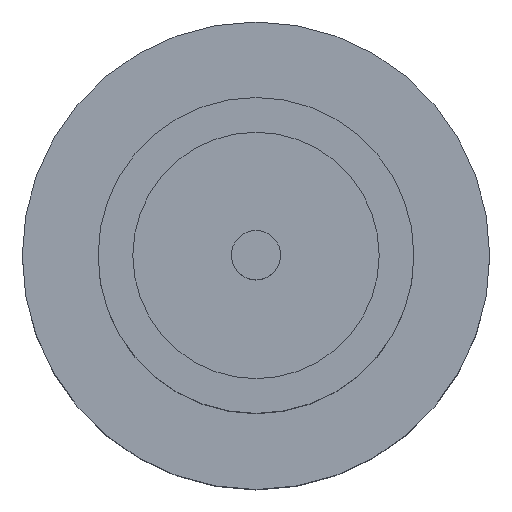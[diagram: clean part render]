
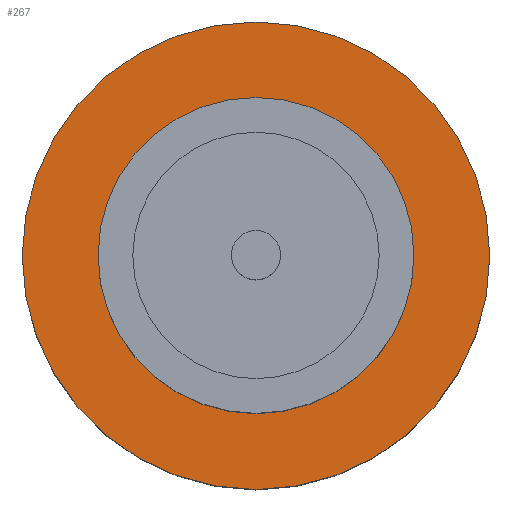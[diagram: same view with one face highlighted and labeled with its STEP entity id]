
A CAD part, top view. The second image highlights one B-rep face of the part: STEP entity #267.
In plain terms, the highlighted planar face has unit normal (0, 0, 1).
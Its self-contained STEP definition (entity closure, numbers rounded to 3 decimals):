
#61 = CARTESIAN_POINT ( 'NONE',  ( 0., 0., 1.55 ) ) ;
#70 = VERTEX_POINT ( 'NONE', #387 ) ;
#76 = EDGE_LOOP ( 'NONE', ( #654, #475 ) ) ;
#77 = EDGE_CURVE ( 'NONE', #275, #291, #480, .T. ) ;
#92 = AXIS2_PLACEMENT_3D ( 'NONE', #620, #218, #389 ) ;
#111 = DIRECTION ( 'NONE',  ( 1., 0., 0. ) ) ;
#120 = PLANE ( 'NONE',  #655 ) ;
#137 = EDGE_CURVE ( 'NONE', #227, #70, #616, .T. ) ;
#141 = ORIENTED_EDGE ( 'NONE', *, *, #137, .F. ) ;
#166 = FACE_OUTER_BOUND ( 'NONE', #76, .T. ) ;
#169 = CARTESIAN_POINT ( 'NONE',  ( 1.25, 0., 1.55 ) ) ;
#180 = DIRECTION ( 'NONE',  ( 0., 0., 1. ) ) ;
#187 = AXIS2_PLACEMENT_3D ( 'NONE', #61, #180, #280 ) ;
#218 = DIRECTION ( 'NONE',  ( 0., 0., 1. ) ) ;
#220 = CARTESIAN_POINT ( 'NONE',  ( 0., 0., 1.55 ) ) ;
#227 = VERTEX_POINT ( 'NONE', #169 ) ;
#259 = AXIS2_PLACEMENT_3D ( 'NONE', #220, #679, #382 ) ;
#267 = ADVANCED_FACE ( 'NONE', ( #269, #166 ), #120, .T. ) ;
#269 = FACE_BOUND ( 'NONE', #753, .T. ) ;
#275 = VERTEX_POINT ( 'NONE', #410 ) ;
#280 = DIRECTION ( 'NONE',  ( 1., 0., 0. ) ) ;
#291 = VERTEX_POINT ( 'NONE', #474 ) ;
#296 = CIRCLE ( 'NONE', #187, 1.25 ) ;
#308 = ORIENTED_EDGE ( 'NONE', *, *, #705, .F. ) ;
#382 = DIRECTION ( 'NONE',  ( 1., 0., 0. ) ) ;
#387 = CARTESIAN_POINT ( 'NONE',  ( -1.25, 0., 1.55 ) ) ;
#389 = DIRECTION ( 'NONE',  ( 1., 0., 0. ) ) ;
#409 = CIRCLE ( 'NONE', #92, 1.85 ) ;
#410 = CARTESIAN_POINT ( 'NONE',  ( 1.85, 0., 1.55 ) ) ;
#466 = CARTESIAN_POINT ( 'NONE',  ( 0., 0., 1.55 ) ) ;
#474 = CARTESIAN_POINT ( 'NONE',  ( -1.85, 0., 1.55 ) ) ;
#475 = ORIENTED_EDGE ( 'NONE', *, *, #77, .T. ) ;
#480 = CIRCLE ( 'NONE', #259, 1.85 ) ;
#581 = DIRECTION ( 'NONE',  ( 0., 0., 1. ) ) ;
#588 = DIRECTION ( 'NONE',  ( 0., 0., 1. ) ) ;
#593 = DIRECTION ( 'NONE',  ( 1., 0., 0. ) ) ;
#615 = AXIS2_PLACEMENT_3D ( 'NONE', #671, #581, #111 ) ;
#616 = CIRCLE ( 'NONE', #615, 1.25 ) ;
#620 = CARTESIAN_POINT ( 'NONE',  ( 0., 0., 1.55 ) ) ;
#646 = EDGE_CURVE ( 'NONE', #291, #275, #409, .T. ) ;
#654 = ORIENTED_EDGE ( 'NONE', *, *, #646, .T. ) ;
#655 = AXIS2_PLACEMENT_3D ( 'NONE', #466, #588, #593 ) ;
#671 = CARTESIAN_POINT ( 'NONE',  ( 0., 0., 1.55 ) ) ;
#679 = DIRECTION ( 'NONE',  ( 0., 0., 1. ) ) ;
#705 = EDGE_CURVE ( 'NONE', #70, #227, #296, .T. ) ;
#753 = EDGE_LOOP ( 'NONE', ( #141, #308 ) ) ;
